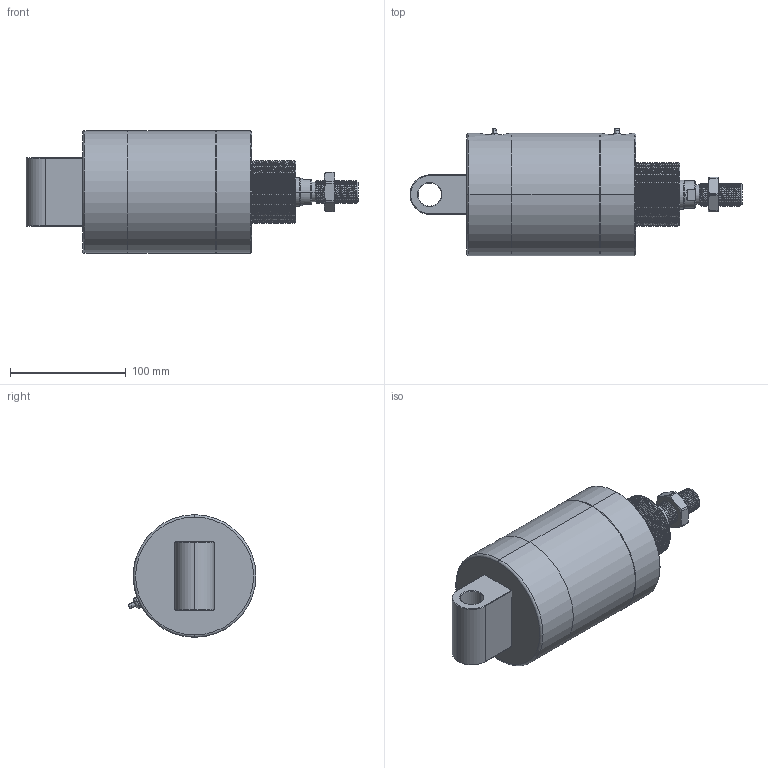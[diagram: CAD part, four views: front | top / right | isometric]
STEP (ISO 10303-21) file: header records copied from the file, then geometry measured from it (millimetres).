
FILE_DESCRIPTION (( 'STEP AP214' ), '1' );
FILE_NAME ('U100 0000 1728.STEP', '2021-05-05T11:14:05', ( '' ), ( '' ), 'SwSTEP 2.0', 'SolidWorks 2019', '' );
FILE_SCHEMA (( 'AUTOMOTIVE_DESIGN' ));
Length unit declared in the file: millimetre
Products named in the file (19): Bremsepakning_PP3646N3589; Stempelstangsmøtrik_U1909030; 9040-01; 1100-28; Oring_ORING 96 X 2,00; 9100-36JB2; Afstryger (32-125)_407288; Magnet_9310; 1100-17; Stempeltætning_E4A088N3578; 9041-01; Bolt-DIN912_M16x55; Bremseskrue 63-125; U100 0000 1728; Oring_ORING 03,80 X 1,25; 9025-34_9025-34-0; 9100-35-R_9100-35-0; Leje_PAP2520P11
Assembly tree (25 placements, depth 3):
  U100 0000 1728
    1100-17
    1100-28
    9100-35-R_9100-35-0
    9025-34_9025-34-0
    Bremseskrue 63-125
      9040-01
      9041-01
      Oring_ORING 03,80 X 1,25
    Bremseskrue 63-125
      9040-01
      9041-01
      Oring_ORING 03,80 X 1,25
    Afstryger (32-125)_407288
    9100-36JB2  x2
    Leje_PAP2520P11
    Stempeltætning_E4A088N3578  x2
    Bremsepakning_PP3646N3589  x2
    Oring_ORING 96 X 2,00  x2
    Bolt-DIN912_M16x55
    Magnet_9310
    Stempelstangsmøtrik_U1909030
Bounding box: 287 x 110.53 x 106 mm (x, y, z)
Volume: 1393969.2 mm3; surface area: 297654.3 mm2
Topology: 23 solids, 23 shells, 832 faces, 1944 edges, 1205 vertices
Faces by surface type: cylinder 385, cone 183, plane 182, torus 70, bspline 12
Entity records: 36230 total; most frequent: CARTESIAN_POINT 20798, ORIENTED_EDGE 3168, DIRECTION 3029, EDGE_CURVE 1584, AXIS2_PLACEMENT_3D 1231, VERTEX_POINT 990, EDGE_LOOP 748, ADVANCED_FACE 668
